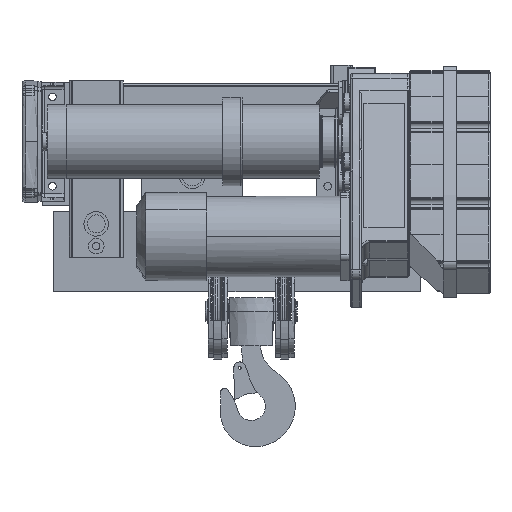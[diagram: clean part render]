
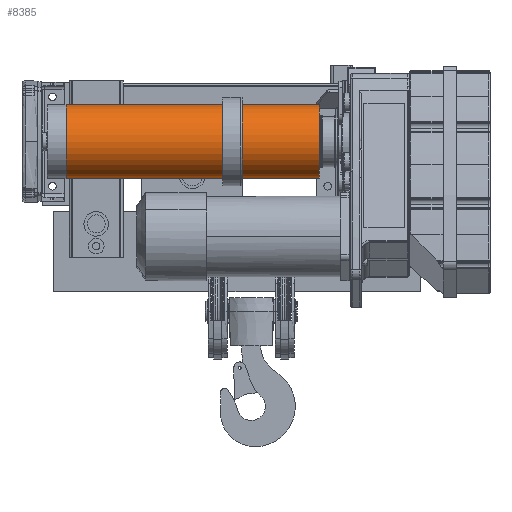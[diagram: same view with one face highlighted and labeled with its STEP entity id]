
A CAD part, front view. The second image highlights one B-rep face of the part: STEP entity #8385.
In plain terms, the highlighted cylindrical face has radius 83 mm (diameter 166 mm), a partial arc.
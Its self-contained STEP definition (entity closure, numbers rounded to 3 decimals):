
#8385=ADVANCED_FACE('',(#21417),#21418,.T.);
#21417=FACE_OUTER_BOUND('',#39873,.T.);
#21418=CYLINDRICAL_SURFACE('',#39874,83.);
#39873=EDGE_LOOP('',(#65890,#65891,#65892,#65893));
#39874=AXIS2_PLACEMENT_3D('',#65894,#65895,#65896);
#65890=ORIENTED_EDGE('',*,*,#93041,.T.);
#65891=ORIENTED_EDGE('',*,*,#93390,.F.);
#65892=ORIENTED_EDGE('',*,*,#93043,.T.);
#65893=ORIENTED_EDGE('',*,*,#93388,.T.);
#65894=CARTESIAN_POINT('',(-81.253,-369.95,29.));
#65895=DIRECTION('',(-1.0,0.0,0.0));
#65896=DIRECTION('',(0.0,0.0,1.0));
#93041=EDGE_CURVE('',#100324,#100325,#100326,.T.);
#93043=EDGE_CURVE('',#100329,#100327,#100330,.T.);
#93388=EDGE_CURVE('',#100327,#100324,#100797,.T.);
#93390=EDGE_CURVE('',#100329,#100325,#100799,.T.);
#100324=VERTEX_POINT('',#109797);
#100325=VERTEX_POINT('',#109798);
#100326=LINE('',#109799,#109800);
#100327=VERTEX_POINT('',#109801);
#100329=VERTEX_POINT('',#109803);
#100330=LINE('',#109804,#109805);
#100797=CIRCLE('',#110721,83.);
#100799=CIRCLE('',#110723,83.);
#109797=CARTESIAN_POINT('',(202.,-369.95,112.));
#109798=CARTESIAN_POINT('',(-364.507,-369.95,112.));
#109799=CARTESIAN_POINT('',(-81.253,-369.95,112.));
#109800=VECTOR('',#122758,1.0);
#109801=CARTESIAN_POINT('',(202.,-369.95,-54.));
#109803=CARTESIAN_POINT('',(-364.507,-369.95,-54.));
#109804=CARTESIAN_POINT('',(-81.253,-369.95,-54.));
#109805=VECTOR('',#122762,1.0);
#110721=AXIS2_PLACEMENT_3D('',#123203,#123204,#123205);
#110723=AXIS2_PLACEMENT_3D('',#123206,#123207,#123208);
#122758=DIRECTION('',(-1.0,0.0,0.0));
#122762=DIRECTION('',(1.0,-0.0,-0.0));
#123203=CARTESIAN_POINT('',(202.,-369.95,29.));
#123204=DIRECTION('',(-1.0,0.0,0.0));
#123205=DIRECTION('',(0.0,0.0,1.0));
#123206=CARTESIAN_POINT('',(-364.507,-369.95,29.));
#123207=DIRECTION('',(-1.0,0.0,0.0));
#123208=DIRECTION('',(0.0,0.0,1.0));
